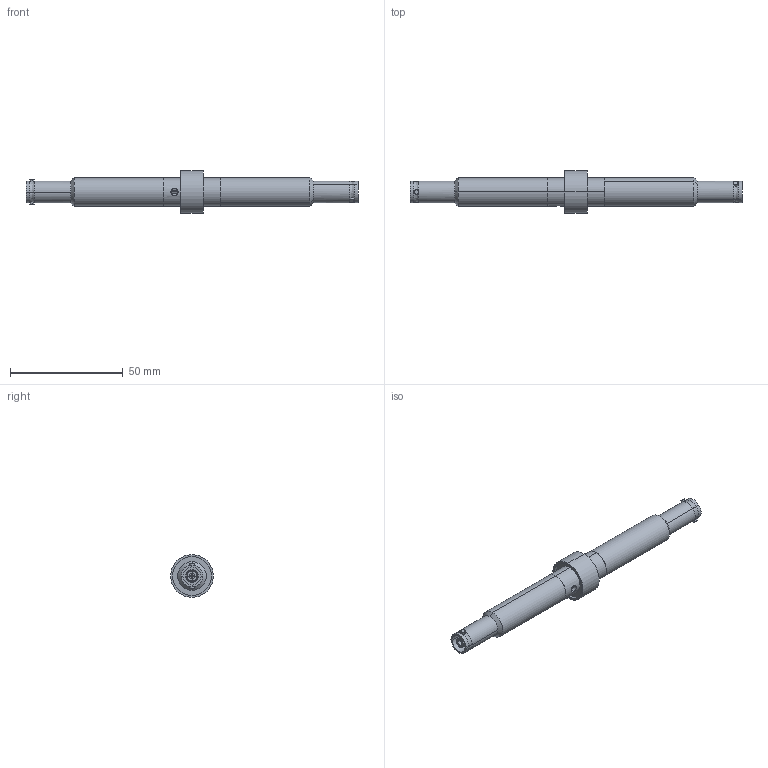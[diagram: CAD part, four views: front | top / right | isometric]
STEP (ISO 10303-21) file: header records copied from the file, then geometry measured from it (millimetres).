
FILE_DESCRIPTION (( 'STEP AP203' ), '1' );
FILE_NAME ('A2613-3-W.STEP', '2013-08-29T12:30:10', ( '' ), ( '' ), 'SwSTEP 2.0', 'SolidWorks 2012', '' );
FILE_SCHEMA (( 'CONFIG_CONTROL_DESIGN' ));
Length unit declared in the file: inch
Products named in the file (1): A2613-3-W
Bounding box: 147.32 x 18.92 x 18.92 mm (x, y, z)
Volume: 9860.9 mm3; surface area: 14437.3 mm2
Topology: 1 solids, 5 shells, 195 faces, 436 edges, 284 vertices
Faces by surface type: cylinder 100, plane 47, bspline 28, cone 20
Entity records: 6287 total; most frequent: CARTESIAN_POINT 1762, DIRECTION 1016, ORIENTED_EDGE 872, AXIS2_PLACEMENT_3D 448, EDGE_CURVE 436, VERTEX_POINT 284, CIRCLE 280, EDGE_LOOP 236
